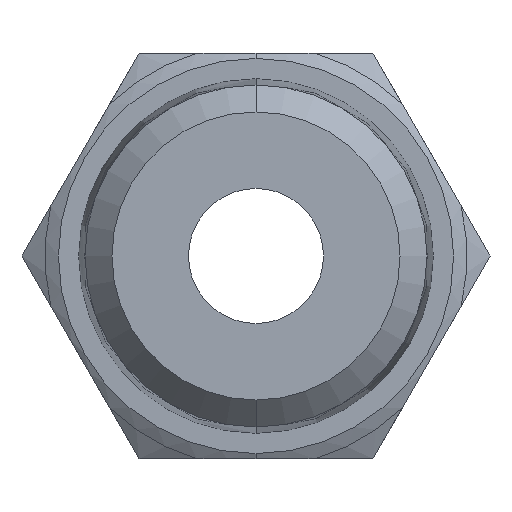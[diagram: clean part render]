
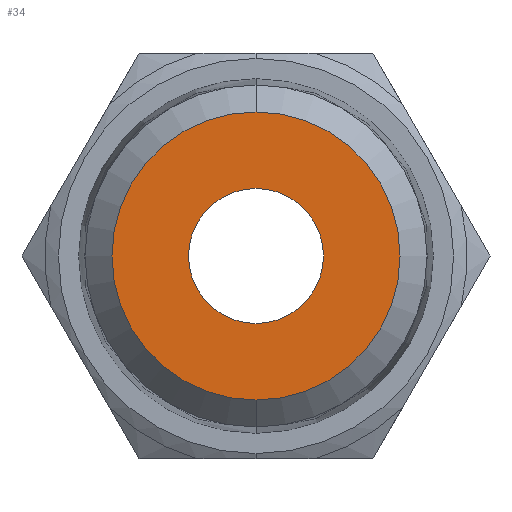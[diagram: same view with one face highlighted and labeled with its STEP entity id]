
A CAD part, front view. The second image highlights one B-rep face of the part: STEP entity #34.
In plain terms, the highlighted planar face has unit normal (0, -1, 0).
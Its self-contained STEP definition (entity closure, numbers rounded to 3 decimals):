
#34 = ADVANCED_FACE ( 'NONE', ( #707, #706 ), #1296, .T. ) ;
#138 = EDGE_CURVE ( 'NONE', #1376, #1311, #579, .T. ) ;
#221 = VERTEX_POINT ( 'NONE', #1537 ) ;
#244 = DIRECTION ( 'NONE',  ( 0., -1., 0. ) ) ;
#250 = CARTESIAN_POINT ( 'NONE',  ( 0., 0., 0. ) ) ;
#251 = DIRECTION ( 'NONE',  ( 0., 0., -1. ) ) ;
#310 = CARTESIAN_POINT ( 'NONE',  ( 0., 0., -2. ) ) ;
#457 = CIRCLE ( 'NONE', #1483, 2. ) ;
#512 = CIRCLE ( 'NONE', #1469, 4.264 ) ;
#579 = CIRCLE ( 'NONE', #1217, 2. ) ;
#706 = FACE_BOUND ( 'NONE', #886, .T. ) ;
#707 = FACE_OUTER_BOUND ( 'NONE', #807, .T. ) ;
#807 = EDGE_LOOP ( 'NONE', ( #1657, #1646 ) ) ;
#886 = EDGE_LOOP ( 'NONE', ( #1659, #1638 ) ) ;
#1072 = CARTESIAN_POINT ( 'NONE',  ( 0., 0., 0. ) ) ;
#1073 = DIRECTION ( 'NONE',  ( 0., -1., 0. ) ) ;
#1074 = DIRECTION ( 'NONE',  ( 0., 0., -1. ) ) ;
#1112 = CARTESIAN_POINT ( 'NONE',  ( 0., 0., 0. ) ) ;
#1113 = DIRECTION ( 'NONE',  ( 0., -1., 0. ) ) ;
#1114 = DIRECTION ( 'NONE',  ( 0., 0., -1. ) ) ;
#1217 = AXIS2_PLACEMENT_3D ( 'NONE', #1241, #1255, #1272 ) ;
#1241 = CARTESIAN_POINT ( 'NONE',  ( 0., 0., 0. ) ) ;
#1255 = DIRECTION ( 'NONE',  ( 0., -1., 0. ) ) ;
#1272 = DIRECTION ( 'NONE',  ( 0., 0., -1. ) ) ;
#1291 = DIRECTION ( 'NONE',  ( 0., 0., -1. ) ) ;
#1296 = PLANE ( 'NONE',  #1782 ) ;
#1311 = VERTEX_POINT ( 'NONE', #310 ) ;
#1355 = DIRECTION ( 'NONE',  ( 0., -1., 0. ) ) ;
#1376 = VERTEX_POINT ( 'NONE', #1447 ) ;
#1394 = CARTESIAN_POINT ( 'NONE',  ( 0., 0., 0. ) ) ;
#1422 = VERTEX_POINT ( 'NONE', #1556 ) ;
#1447 = CARTESIAN_POINT ( 'NONE',  ( 0., 0., 2. ) ) ;
#1469 = AXIS2_PLACEMENT_3D ( 'NONE', #250, #244, #251 ) ;
#1483 = AXIS2_PLACEMENT_3D ( 'NONE', #1072, #1073, #1074 ) ;
#1495 = AXIS2_PLACEMENT_3D ( 'NONE', #1112, #1113, #1114 ) ;
#1537 = CARTESIAN_POINT ( 'NONE',  ( 0., 0., -4.264 ) ) ;
#1556 = CARTESIAN_POINT ( 'NONE',  ( 0., 0., 4.264 ) ) ;
#1638 = ORIENTED_EDGE ( 'NONE', *, *, #138, .F. ) ;
#1646 = ORIENTED_EDGE ( 'NONE', *, *, #2002, .T. ) ;
#1657 = ORIENTED_EDGE ( 'NONE', *, *, #1674, .T. ) ;
#1659 = ORIENTED_EDGE ( 'NONE', *, *, #1787, .F. ) ;
#1674 = EDGE_CURVE ( 'NONE', #1422, #221, #512, .T. ) ;
#1782 = AXIS2_PLACEMENT_3D ( 'NONE', #1394, #1355, #1291 ) ;
#1787 = EDGE_CURVE ( 'NONE', #1311, #1376, #457, .T. ) ;
#1810 = CIRCLE ( 'NONE', #1495, 4.264 ) ;
#2002 = EDGE_CURVE ( 'NONE', #221, #1422, #1810, .T. ) ;
